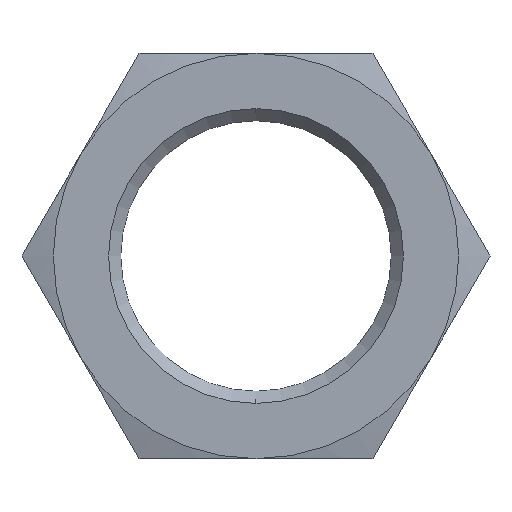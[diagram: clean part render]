
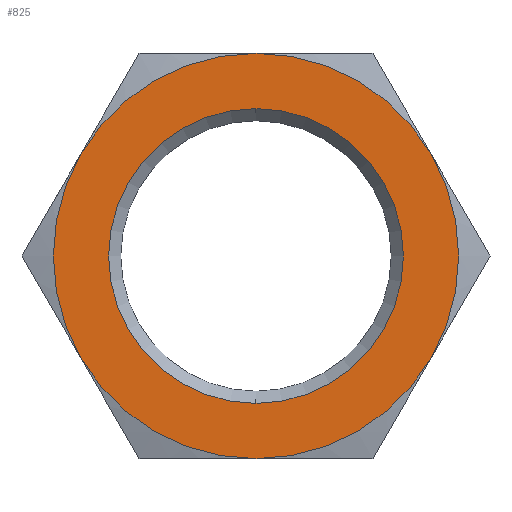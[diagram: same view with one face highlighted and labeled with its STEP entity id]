
A CAD part, left-side view. The second image highlights one B-rep face of the part: STEP entity #825.
In plain terms, the highlighted planar face has unit normal (-1, 0, 0).
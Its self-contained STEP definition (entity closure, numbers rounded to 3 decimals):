
#9 = AXIS2_PLACEMENT_3D ( 'NONE', #751, #752, #753 ) ;
#10 = AXIS2_PLACEMENT_3D ( 'NONE', #754, #755, #756 ) ;
#11 = AXIS2_PLACEMENT_3D ( 'NONE', #757, #758, #759 ) ;
#12 = AXIS2_PLACEMENT_3D ( 'NONE', #265, #266, #267 ) ;
#13 = AXIS2_PLACEMENT_3D ( 'NONE', #269, #270, #271 ) ;
#14 = AXIS2_PLACEMENT_3D ( 'NONE', #272, #273, #274 ) ;
#54 = CARTESIAN_POINT ( 'NONE',  ( 0., 0., -8. ) ) ;
#56 = CARTESIAN_POINT ( 'NONE',  ( 0., 0., 0. ) ) ;
#57 = DIRECTION ( 'NONE',  ( 1., 0., 0. ) ) ;
#58 = DIRECTION ( 'NONE',  ( 0., 0., -1. ) ) ;
#62 = CARTESIAN_POINT ( 'NONE',  ( 0., 9.526, -5.5 ) ) ;
#68 = CARTESIAN_POINT ( 'NONE',  ( 0., 0., 8. ) ) ;
#72 = CARTESIAN_POINT ( 'NONE',  ( 0., -9.526, 5.5 ) ) ;
#78 = CARTESIAN_POINT ( 'NONE',  ( 0., -9.526, -5.5 ) ) ;
#80 = CARTESIAN_POINT ( 'NONE',  ( 0., 0., 11. ) ) ;
#82 = CARTESIAN_POINT ( 'NONE',  ( 0., 9.526, 5.5 ) ) ;
#84 = CARTESIAN_POINT ( 'NONE',  ( 0., 0., -11. ) ) ;
#110 = EDGE_CURVE ( 'NONE', #651, #678, #505, .T. ) ;
#111 = EDGE_CURVE ( 'NONE', #678, #671, #675, .T. ) ;
#112 = EDGE_CURVE ( 'NONE', #671, #663, #508, .T. ) ;
#113 = EDGE_CURVE ( 'NONE', #663, #673, #494, .T. ) ;
#114 = EDGE_CURVE ( 'NONE', #673, #676, #498, .T. ) ;
#115 = EDGE_CURVE ( 'NONE', #676, #651, #502, .T. ) ;
#177 = PLANE ( 'NONE',  #786 ) ;
#179 = CARTESIAN_POINT ( 'NONE',  ( 0., 19.053, 11. ) ) ;
#184 = DIRECTION ( 'NONE',  ( 1., 0., 0. ) ) ;
#185 = DIRECTION ( 'NONE',  ( 0., 0., -1. ) ) ;
#228 = CARTESIAN_POINT ( 'NONE',  ( 0., 0., 0. ) ) ;
#229 = DIRECTION ( 'NONE',  ( 1., 0., 0. ) ) ;
#230 = DIRECTION ( 'NONE',  ( 0., 0., -1. ) ) ;
#265 = CARTESIAN_POINT ( 'NONE',  ( 0., 0., 0. ) ) ;
#266 = DIRECTION ( 'NONE',  ( -1., 0., 0. ) ) ;
#267 = DIRECTION ( 'NONE',  ( 0., 0., 1. ) ) ;
#269 = CARTESIAN_POINT ( 'NONE',  ( 0., 0., 0. ) ) ;
#270 = DIRECTION ( 'NONE',  ( -1., 0., 0. ) ) ;
#271 = DIRECTION ( 'NONE',  ( 0., 0., 1. ) ) ;
#272 = CARTESIAN_POINT ( 'NONE',  ( 0., 0., 0. ) ) ;
#273 = DIRECTION ( 'NONE',  ( -1., 0., 0. ) ) ;
#274 = DIRECTION ( 'NONE',  ( 0., 0., 1. ) ) ;
#417 = EDGE_CURVE ( 'NONE', #658, #654, #490, .T. ) ;
#428 = EDGE_CURVE ( 'NONE', #654, #658, #705, .T. ) ;
#490 = CIRCLE ( 'NONE', #811, 8. ) ;
#494 = CIRCLE ( 'NONE', #12, 11. ) ;
#498 = CIRCLE ( 'NONE', #13, 11. ) ;
#502 = CIRCLE ( 'NONE', #14, 11. ) ;
#505 = CIRCLE ( 'NONE', #9, 11. ) ;
#508 = CIRCLE ( 'NONE', #11, 11. ) ;
#585 = ORIENTED_EDGE ( 'NONE', *, *, #417, .T. ) ;
#587 = ORIENTED_EDGE ( 'NONE', *, *, #110, .T. ) ;
#588 = ORIENTED_EDGE ( 'NONE', *, *, #111, .T. ) ;
#590 = ORIENTED_EDGE ( 'NONE', *, *, #113, .T. ) ;
#591 = ORIENTED_EDGE ( 'NONE', *, *, #114, .T. ) ;
#592 = ORIENTED_EDGE ( 'NONE', *, *, #428, .T. ) ;
#595 = ORIENTED_EDGE ( 'NONE', *, *, #112, .T. ) ;
#598 = ORIENTED_EDGE ( 'NONE', *, *, #115, .T. ) ;
#620 = EDGE_LOOP ( 'NONE', ( #585, #592 ) ) ;
#626 = EDGE_LOOP ( 'NONE', ( #587, #588, #595, #590, #591, #598 ) ) ;
#651 = VERTEX_POINT ( 'NONE', #62 ) ;
#654 = VERTEX_POINT ( 'NONE', #54 ) ;
#658 = VERTEX_POINT ( 'NONE', #68 ) ;
#663 = VERTEX_POINT ( 'NONE', #72 ) ;
#671 = VERTEX_POINT ( 'NONE', #78 ) ;
#673 = VERTEX_POINT ( 'NONE', #80 ) ;
#675 = CIRCLE ( 'NONE', #10, 11. ) ;
#676 = VERTEX_POINT ( 'NONE', #82 ) ;
#678 = VERTEX_POINT ( 'NONE', #84 ) ;
#683 = FACE_OUTER_BOUND ( 'NONE', #626, .T. ) ;
#692 = FACE_BOUND ( 'NONE', #620, .T. ) ;
#705 = CIRCLE ( 'NONE', #815, 8. ) ;
#751 = CARTESIAN_POINT ( 'NONE',  ( 0., 0., 0. ) ) ;
#752 = DIRECTION ( 'NONE',  ( -1., 0., 0. ) ) ;
#753 = DIRECTION ( 'NONE',  ( 0., 0., 1. ) ) ;
#754 = CARTESIAN_POINT ( 'NONE',  ( 0., 0., 0. ) ) ;
#755 = DIRECTION ( 'NONE',  ( -1., 0., 0. ) ) ;
#756 = DIRECTION ( 'NONE',  ( 0., 0., 1. ) ) ;
#757 = CARTESIAN_POINT ( 'NONE',  ( 0., 0., 0. ) ) ;
#758 = DIRECTION ( 'NONE',  ( -1., 0., 0. ) ) ;
#759 = DIRECTION ( 'NONE',  ( 0., 0., 1. ) ) ;
#786 = AXIS2_PLACEMENT_3D ( 'NONE', #179, #184, #185 ) ;
#811 = AXIS2_PLACEMENT_3D ( 'NONE', #228, #229, #230 ) ;
#815 = AXIS2_PLACEMENT_3D ( 'NONE', #56, #57, #58 ) ;
#825 = ADVANCED_FACE ( 'NONE', ( #692, #683 ), #177, .F. ) ;
